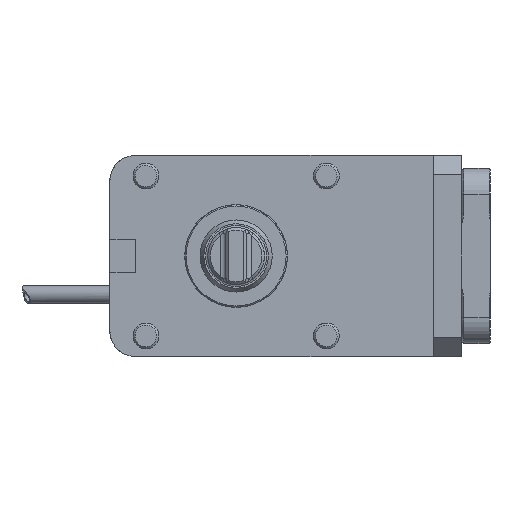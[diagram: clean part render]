
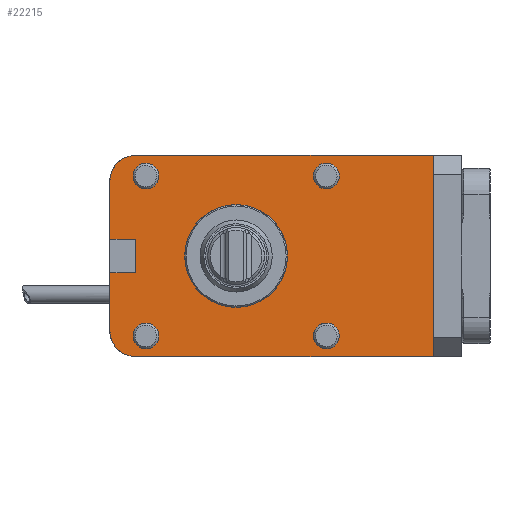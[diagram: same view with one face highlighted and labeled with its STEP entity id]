
A CAD part, front view. The second image highlights one B-rep face of the part: STEP entity #22215.
In plain terms, the highlighted planar face has unit normal (0, -1, 0).
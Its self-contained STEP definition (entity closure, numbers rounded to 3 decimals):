
#27 = CARTESIAN_POINT ( 'NONE',  ( 0., 32., 0. ) ) ;
#111 = EDGE_CURVE ( 'NONE', #8059, #2287, #2213, .T. ) ;
#448 = VECTOR ( 'NONE', #1443, 1000. ) ;
#818 = CARTESIAN_POINT ( 'NONE',  ( 76.5, 32., -39. ) ) ;
#1142 = EDGE_CURVE ( 'NONE', #15259, #21795, #9338, .T. ) ;
#1154 = DIRECTION ( 'NONE',  ( 0., 1., 0. ) ) ;
#1169 = VERTEX_POINT ( 'NONE', #4471 ) ;
#1260 = ORIENTED_EDGE ( 'NONE', *, *, #17333, .F. ) ;
#1267 = DIRECTION ( 'NONE',  ( 0., 0., 1. ) ) ;
#1308 = AXIS2_PLACEMENT_3D ( 'NONE', #17279, #18975, #2672 ) ;
#1400 = EDGE_CURVE ( 'NONE', #17104, #7838, #16566, .T. ) ;
#1443 = DIRECTION ( 'NONE',  ( 0., 0., -1. ) ) ;
#1610 = VERTEX_POINT ( 'NONE', #10434 ) ;
#1869 = DIRECTION ( 'NONE',  ( 0., 1., 0. ) ) ;
#1895 = CARTESIAN_POINT ( 'NONE',  ( -49., 32., -29. ) ) ;
#1944 = ORIENTED_EDGE ( 'NONE', *, *, #21872, .F. ) ;
#2055 = CIRCLE ( 'NONE', #1308, 5. ) ;
#2082 = FACE_BOUND ( 'NONE', #21721, .T. ) ;
#2213 = LINE ( 'NONE', #5650, #22220 ) ;
#2287 = VERTEX_POINT ( 'NONE', #9363 ) ;
#2672 = DIRECTION ( 'NONE',  ( 0., 0., 1. ) ) ;
#2938 = EDGE_CURVE ( 'NONE', #17104, #11453, #10144, .T. ) ;
#3055 = AXIS2_PLACEMENT_3D ( 'NONE', #16281, #22779, #21014 ) ;
#3098 = CARTESIAN_POINT ( 'NONE',  ( -49., 32., 0. ) ) ;
#3117 = CIRCLE ( 'NONE', #19458, 10. ) ;
#3131 = CARTESIAN_POINT ( 'NONE',  ( 76.5, 32., 0. ) ) ;
#3137 = ORIENTED_EDGE ( 'NONE', *, *, #1400, .T. ) ;
#3272 = CARTESIAN_POINT ( 'NONE',  ( -39., 32., -29. ) ) ;
#3426 = CIRCLE ( 'NONE', #3055, 5. ) ;
#3623 = EDGE_CURVE ( 'NONE', #11863, #11863, #2055, .T. ) ;
#3836 = DIRECTION ( 'NONE',  ( 0., 0., -1. ) ) ;
#3901 = EDGE_CURVE ( 'NONE', #1169, #1169, #11216, .T. ) ;
#4115 = EDGE_LOOP ( 'NONE', ( #10980 ) ) ;
#4221 = EDGE_CURVE ( 'NONE', #11746, #11746, #7030, .T. ) ;
#4252 = ORIENTED_EDGE ( 'NONE', *, *, #18909, .F. ) ;
#4274 = CARTESIAN_POINT ( 'NONE',  ( -49., 32., 29. ) ) ;
#4471 = CARTESIAN_POINT ( 'NONE',  ( -35., 32., -26. ) ) ;
#4526 = AXIS2_PLACEMENT_3D ( 'NONE', #14540, #17632, #21469 ) ;
#5236 = DIRECTION ( 'NONE',  ( 0., -1., 0. ) ) ;
#5650 = CARTESIAN_POINT ( 'NONE',  ( -34.879, 32., 6.5 ) ) ;
#5734 = CARTESIAN_POINT ( 'NONE',  ( 0., 32., 39. ) ) ;
#5813 = VERTEX_POINT ( 'NONE', #4274 ) ;
#5834 = CARTESIAN_POINT ( 'NONE',  ( 76.5, 32., 39. ) ) ;
#5851 = DIRECTION ( 'NONE',  ( 0., -1., 0. ) ) ;
#5911 = ORIENTED_EDGE ( 'NONE', *, *, #2938, .F. ) ;
#6032 = CARTESIAN_POINT ( 'NONE',  ( -35., 32., -31. ) ) ;
#6138 = FACE_BOUND ( 'NONE', #17498, .T. ) ;
#6166 = ORIENTED_EDGE ( 'NONE', *, *, #4221, .F. ) ;
#6224 = CARTESIAN_POINT ( 'NONE',  ( -39., 32., -6.5 ) ) ;
#6773 = VECTOR ( 'NONE', #7402, 1000. ) ;
#6833 = EDGE_CURVE ( 'NONE', #11453, #16099, #21474, .T. ) ;
#6912 = DIRECTION ( 'NONE',  ( 0., 0., 1. ) ) ;
#6940 = CARTESIAN_POINT ( 'NONE',  ( -76.634, 32., -6.5 ) ) ;
#7030 = CIRCLE ( 'NONE', #19992, 19.75 ) ;
#7402 = DIRECTION ( 'NONE',  ( 0., 0., 1. ) ) ;
#7817 = ORIENTED_EDGE ( 'NONE', *, *, #1142, .F. ) ;
#7838 = VERTEX_POINT ( 'NONE', #17411 ) ;
#7841 = VECTOR ( 'NONE', #6912, 1000. ) ;
#7887 = ORIENTED_EDGE ( 'NONE', *, *, #111, .F. ) ;
#8059 = VERTEX_POINT ( 'NONE', #14151 ) ;
#8291 = CARTESIAN_POINT ( 'NONE',  ( 35., 32., 31. ) ) ;
#8488 = LINE ( 'NONE', #13700, #7841 ) ;
#8672 = CARTESIAN_POINT ( 'NONE',  ( 0., 32., -39. ) ) ;
#8902 = EDGE_CURVE ( 'NONE', #21795, #14776, #19440, .T. ) ;
#8955 = AXIS2_PLACEMENT_3D ( 'NONE', #8291, #1154, #17525 ) ;
#9338 = LINE ( 'NONE', #5734, #9373 ) ;
#9363 = CARTESIAN_POINT ( 'NONE',  ( -49., 32., 6.5 ) ) ;
#9373 = VECTOR ( 'NONE', #12985, 1000. ) ;
#9393 = AXIS2_PLACEMENT_3D ( 'NONE', #3272, #12193, #1267 ) ;
#9534 = CARTESIAN_POINT ( 'NONE',  ( -39., 32., 39. ) ) ;
#9992 = CARTESIAN_POINT ( 'NONE',  ( 0., 32., -19.75 ) ) ;
#10105 = CARTESIAN_POINT ( 'NONE',  ( -35., 32., 36. ) ) ;
#10144 = LINE ( 'NONE', #3098, #15523 ) ;
#10151 = ORIENTED_EDGE ( 'NONE', *, *, #6833, .F. ) ;
#10350 = EDGE_CURVE ( 'NONE', #15259, #5813, #3117, .T. ) ;
#10434 = CARTESIAN_POINT ( 'NONE',  ( 35., 32., -26. ) ) ;
#10543 = FACE_BOUND ( 'NONE', #12441, .T. ) ;
#10980 = ORIENTED_EDGE ( 'NONE', *, *, #3623, .T. ) ;
#11216 = CIRCLE ( 'NONE', #13458, 5. ) ;
#11453 = VERTEX_POINT ( 'NONE', #18338 ) ;
#11746 = VERTEX_POINT ( 'NONE', #9992 ) ;
#11863 = VERTEX_POINT ( 'NONE', #10105 ) ;
#11950 = VECTOR ( 'NONE', #21399, 1000. ) ;
#12147 = ORIENTED_EDGE ( 'NONE', *, *, #15223, .T. ) ;
#12193 = DIRECTION ( 'NONE',  ( 0., -1., 0. ) ) ;
#12397 = PLANE ( 'NONE',  #4526 ) ;
#12441 = EDGE_LOOP ( 'NONE', ( #6166 ) ) ;
#12804 = ORIENTED_EDGE ( 'NONE', *, *, #3901, .T. ) ;
#12920 = DIRECTION ( 'NONE',  ( 0., 0., 1. ) ) ;
#12985 = DIRECTION ( 'NONE',  ( 1., 0., 0. ) ) ;
#13119 = CIRCLE ( 'NONE', #8955, 5. ) ;
#13378 = FACE_BOUND ( 'NONE', #4115, .T. ) ;
#13458 = AXIS2_PLACEMENT_3D ( 'NONE', #6032, #1869, #12920 ) ;
#13700 = CARTESIAN_POINT ( 'NONE',  ( -39., 32., -234.457 ) ) ;
#14151 = CARTESIAN_POINT ( 'NONE',  ( -39., 32., 6.5 ) ) ;
#14277 = CARTESIAN_POINT ( 'NONE',  ( -39., 32., 29. ) ) ;
#14534 = LINE ( 'NONE', #20544, #6773 ) ;
#14540 = CARTESIAN_POINT ( 'NONE',  ( 0., 32., 0. ) ) ;
#14776 = VERTEX_POINT ( 'NONE', #818 ) ;
#15223 = EDGE_CURVE ( 'NONE', #1610, #1610, #3426, .T. ) ;
#15259 = VERTEX_POINT ( 'NONE', #9534 ) ;
#15523 = VECTOR ( 'NONE', #22956, 1000. ) ;
#15992 = VERTEX_POINT ( 'NONE', #23362 ) ;
#16099 = VERTEX_POINT ( 'NONE', #6224 ) ;
#16281 = CARTESIAN_POINT ( 'NONE',  ( 35., 32., -31. ) ) ;
#16566 = CIRCLE ( 'NONE', #9393, 10. ) ;
#17100 = ORIENTED_EDGE ( 'NONE', *, *, #8902, .F. ) ;
#17104 = VERTEX_POINT ( 'NONE', #1895 ) ;
#17279 = CARTESIAN_POINT ( 'NONE',  ( -35., 32., 31. ) ) ;
#17333 = EDGE_CURVE ( 'NONE', #14776, #7838, #23278, .T. ) ;
#17411 = CARTESIAN_POINT ( 'NONE',  ( -39., 32., -39. ) ) ;
#17498 = EDGE_LOOP ( 'NONE', ( #12147 ) ) ;
#17525 = DIRECTION ( 'NONE',  ( 0., 0., 1. ) ) ;
#17632 = DIRECTION ( 'NONE',  ( 0., 1., 0. ) ) ;
#17731 = ORIENTED_EDGE ( 'NONE', *, *, #17840, .T. ) ;
#17840 = EDGE_CURVE ( 'NONE', #15992, #15992, #13119, .T. ) ;
#18248 = DIRECTION ( 'NONE',  ( 1., 0., 0. ) ) ;
#18338 = CARTESIAN_POINT ( 'NONE',  ( -49., 32., -6.5 ) ) ;
#18401 = FACE_BOUND ( 'NONE', #22127, .T. ) ;
#18653 = ORIENTED_EDGE ( 'NONE', *, *, #10350, .T. ) ;
#18909 = EDGE_CURVE ( 'NONE', #16099, #8059, #8488, .T. ) ;
#18975 = DIRECTION ( 'NONE',  ( 0., 1., 0. ) ) ;
#19370 = VECTOR ( 'NONE', #18248, 1000. ) ;
#19440 = LINE ( 'NONE', #3131, #448 ) ;
#19458 = AXIS2_PLACEMENT_3D ( 'NONE', #14277, #5236, #19809 ) ;
#19809 = DIRECTION ( 'NONE',  ( 0., 0., 1. ) ) ;
#19992 = AXIS2_PLACEMENT_3D ( 'NONE', #27, #5851, #3836 ) ;
#20341 = EDGE_LOOP ( 'NONE', ( #17100, #7817, #18653, #1944, #7887, #4252, #10151, #5911, #3137, #1260 ) ) ;
#20544 = CARTESIAN_POINT ( 'NONE',  ( -49., 32., 0. ) ) ;
#21014 = DIRECTION ( 'NONE',  ( 0., 0., 1. ) ) ;
#21399 = DIRECTION ( 'NONE',  ( -1., 0., 0. ) ) ;
#21469 = DIRECTION ( 'NONE',  ( 0., 0., 1. ) ) ;
#21474 = LINE ( 'NONE', #6940, #19370 ) ;
#21721 = EDGE_LOOP ( 'NONE', ( #17731 ) ) ;
#21795 = VERTEX_POINT ( 'NONE', #5834 ) ;
#21872 = EDGE_CURVE ( 'NONE', #2287, #5813, #14534, .T. ) ;
#22089 = DIRECTION ( 'NONE',  ( -1., 0., 0. ) ) ;
#22127 = EDGE_LOOP ( 'NONE', ( #12804 ) ) ;
#22215 = ADVANCED_FACE ( 'Defeature completata1_257', ( #22463, #18401, #2082, #6138, #13378, #10543 ), #12397, .F. ) ;
#22220 = VECTOR ( 'NONE', #22089, 1000. ) ;
#22463 = FACE_OUTER_BOUND ( 'NONE', #20341, .T. ) ;
#22779 = DIRECTION ( 'NONE',  ( 0., 1., 0. ) ) ;
#22956 = DIRECTION ( 'NONE',  ( 0., 0., 1. ) ) ;
#23278 = LINE ( 'NONE', #8672, #11950 ) ;
#23362 = CARTESIAN_POINT ( 'NONE',  ( 35., 32., 36. ) ) ;
